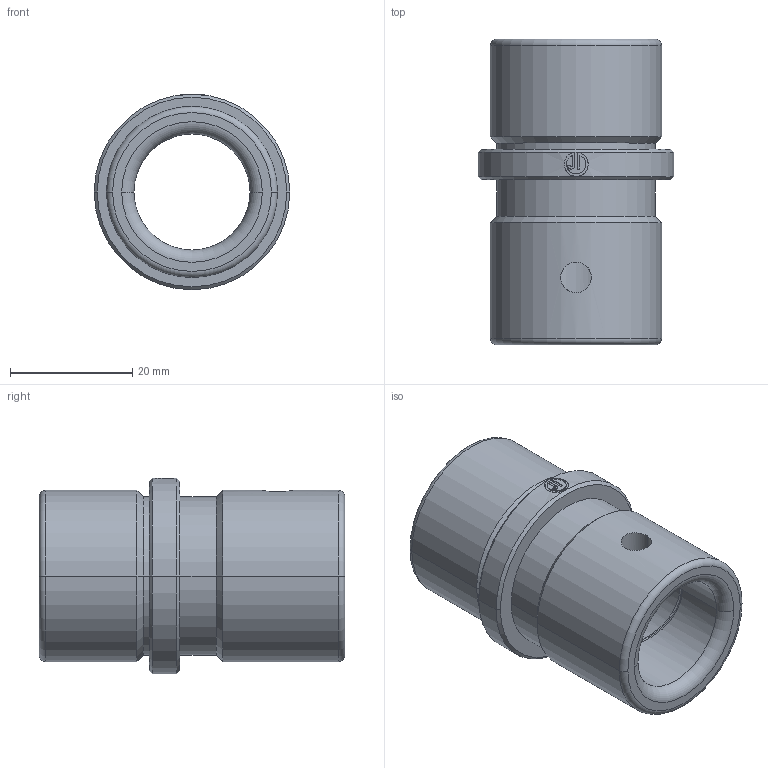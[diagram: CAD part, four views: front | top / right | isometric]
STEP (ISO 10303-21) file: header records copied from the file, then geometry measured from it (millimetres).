
FILE_DESCRIPTION (( 'STEP AP214' ), '1' );
FILE_NAME ('664QM-D19.STEP', '2021-11-07T08:39:15', ( '' ), ( '' ), 'SwSTEP 2.0', 'SolidWorks 2016', '' );
FILE_SCHEMA (( 'AUTOMOTIVE_DESIGN' ));
Length unit declared in the file: millimetre
Products named in the file (2): 664QM-D19
Bounding box: 32 x 50 x 32 mm (x, y, z)
Volume: 16488.2 mm3; surface area: 8533.2 mm2
Topology: 1 solids, 1 shells, 79 faces, 178 edges, 105 vertices
Faces by surface type: cylinder 25, bspline 22, plane 14, cone 10, torus 8
Entity records: 5824 total; most frequent: CARTESIAN_POINT 4191, ORIENTED_EDGE 356, DIRECTION 284, EDGE_CURVE 178, AXIS2_PLACEMENT_3D 119, VERTEX_POINT 105, EDGE_LOOP 87, ADVANCED_FACE 79
